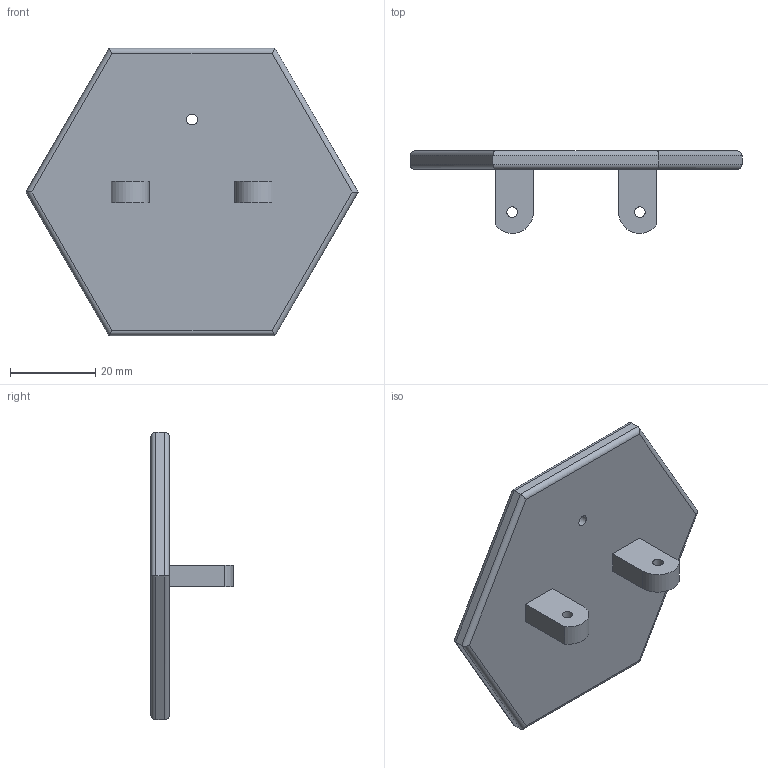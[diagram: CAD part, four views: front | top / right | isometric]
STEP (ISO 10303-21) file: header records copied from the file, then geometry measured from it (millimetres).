
FILE_DESCRIPTION(/* description */ (''),/* implementation_level */ '2;1');
FILE_NAME(/* name */ '(x1)_OV-PAM_n_6_top.stp',/* time_stamp */ '2023-10-19T13:40:18+09:00',/* author */ ('jsw'),/* organization */ (''),/* preprocessor_version */ 'ST-DEVELOPER v19.2',/* originating_system */ 'Autodesk Inventor 2024',/* authorisation */ '');
FILE_SCHEMA (('AUTOMOTIVE_DESIGN { 1 0 10303 214 3 1 1 }'));
Length unit declared in the file: millimetre
Products named in the file (1): OV-PAM_n_6_bottom
Bounding box: 77.94 x 19.39 x 67.5 mm (x, y, z)
Volume: 16016.2 mm3; surface area: 9924 mm2
Topology: 1 solids, 1 shells, 47 faces, 111 edges, 70 vertices
Faces by surface type: plane 30, cylinder 17
Full cylindrical faces by diameter (mm): 2.5 x3
Entity records: 1386 total; most frequent: DIRECTION 229, CARTESIAN_POINT 229, ORIENTED_EDGE 222, EDGE_CURVE 111, LINE 89, VECTOR 89, VERTEX_POINT 70, AXIS2_PLACEMENT_3D 70
